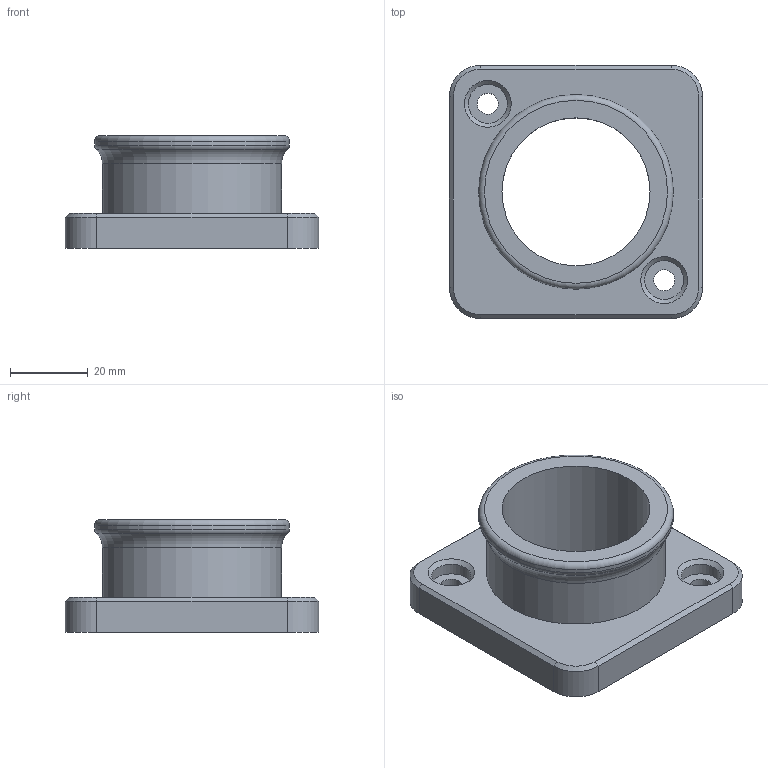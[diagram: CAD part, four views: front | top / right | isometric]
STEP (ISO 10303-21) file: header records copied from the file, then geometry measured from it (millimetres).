
FILE_DESCRIPTION(/* description */ (''),/* implementation_level */ '2;1');
FILE_NAME(/* name */ 'spool_axis v4.step',/* time_stamp */ '2020-09-24T11:27:07-07:00',/* author */ (''),/* organization */ (''),/* preprocessor_version */ 'ST-DEVELOPER v18.1',/* originating_system */ 'Autodesk Translation Framework v9.3.0.1241',/* authorisation */ '');
FILE_SCHEMA (('AUTOMOTIVE_DESIGN { 1 0 10303 214 3 1 1 }'));
Length unit declared in the file: millimetre
Products named in the file (1): spool_axis
Bounding box: 65 x 65 x 29 mm (x, y, z)
Volume: 38101 mm3; surface area: 15127.7 mm2
Topology: 1 solids, 1 shells, 33 faces, 73 edges, 45 vertices
Faces by surface type: plane 13, cylinder 11, cone 6, torus 3
Full cylindrical faces by diameter (mm): 5.4 x2, 10 x2, 38 x1, 46 x1, 50 x1
Entity records: 967 total; most frequent: DIRECTION 177, CARTESIAN_POINT 152, ORIENTED_EDGE 146, EDGE_CURVE 73, AXIS2_PLACEMENT_3D 70, VERTEX_POINT 45, EDGE_LOOP 42, LINE 37
